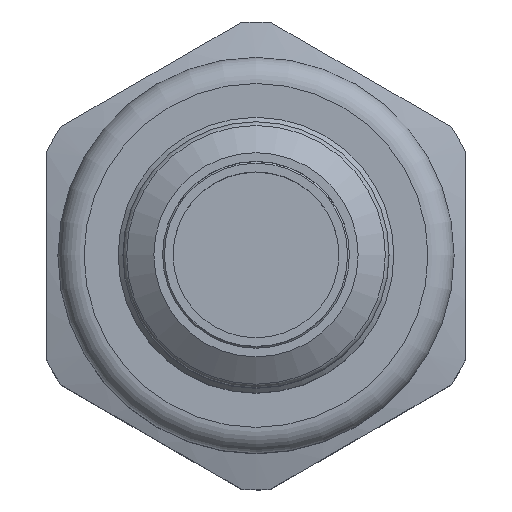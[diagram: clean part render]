
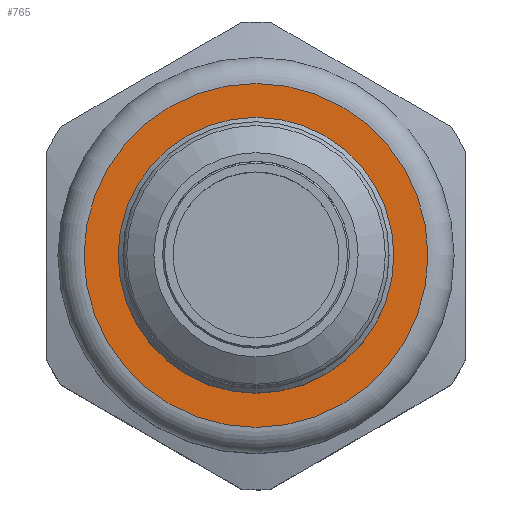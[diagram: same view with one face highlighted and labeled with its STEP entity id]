
A CAD part, top view. The second image highlights one B-rep face of the part: STEP entity #765.
In plain terms, the highlighted planar face has unit normal (0, 0, 1).
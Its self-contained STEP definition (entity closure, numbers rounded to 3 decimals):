
#183=FACE_BOUND('',#257,.T.);
#204=FACE_OUTER_BOUND('',#256,.T.);
#256=EDGE_LOOP('',(#581));
#257=EDGE_LOOP('',(#582));
#309=CIRCLE('',#855,7.9);
#313=CIRCLE('',#861,9.85);
#365=VERTEX_POINT('',#1236);
#369=VERTEX_POINT('',#1248);
#443=EDGE_CURVE('',#365,#365,#309,.T.);
#448=EDGE_CURVE('',#369,#369,#313,.T.);
#581=ORIENTED_EDGE('',*,*,#448,.F.);
#582=ORIENTED_EDGE('',*,*,#443,.T.);
#738=PLANE('',#860);
#765=ADVANCED_FACE('',(#204,#183),#738,.F.);
#855=AXIS2_PLACEMENT_3D('',#1238,#1010,#1011);
#860=AXIS2_PLACEMENT_3D('',#1247,#1021,#1022);
#861=AXIS2_PLACEMENT_3D('',#1249,#1023,#1024);
#1010=DIRECTION('center_axis',(0.,0.,-1.));
#1011=DIRECTION('ref_axis',(1.,0.,0.));
#1021=DIRECTION('center_axis',(0.,0.,-1.));
#1022=DIRECTION('ref_axis',(-1.,0.,0.));
#1023=DIRECTION('center_axis',(0.,0.,-1.));
#1024=DIRECTION('ref_axis',(0.,-1.,0.));
#1236=CARTESIAN_POINT('',(0.,-7.9,10.2));
#1238=CARTESIAN_POINT('Origin',(0.,0.,10.2));
#1247=CARTESIAN_POINT('Origin',(0.,7.9,10.2));
#1248=CARTESIAN_POINT('',(9.85,0.,10.2));
#1249=CARTESIAN_POINT('Origin',(0.,0.,10.2));
